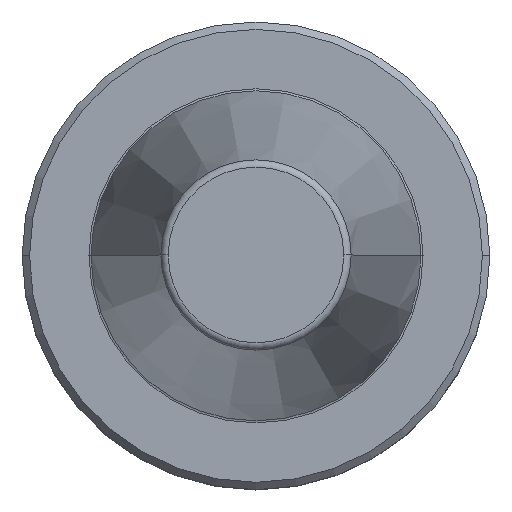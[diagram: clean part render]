
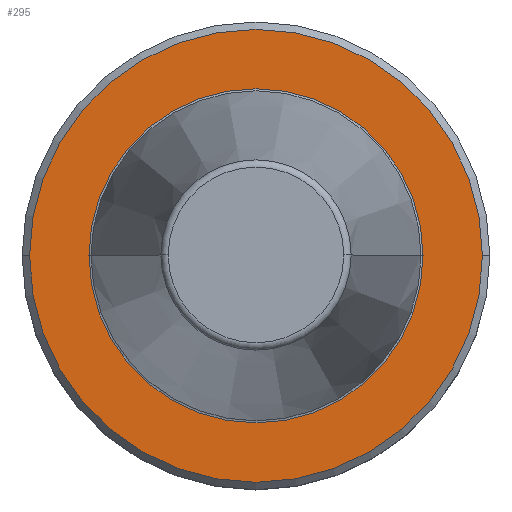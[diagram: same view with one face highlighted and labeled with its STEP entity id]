
A CAD part, top view. The second image highlights one B-rep face of the part: STEP entity #295.
In plain terms, the highlighted planar face has unit normal (0, 0, 1).
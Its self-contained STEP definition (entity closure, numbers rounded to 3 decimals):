
#3 = CARTESIAN_POINT ( 'NONE',  ( 0., 0., -67.4 ) ) ;
#46 = CARTESIAN_POINT ( 'NONE',  ( -22.5, 0., -67.4 ) ) ;
#70 = EDGE_CURVE ( 'NONE', #308, #687, #914, .T. ) ;
#102 = DIRECTION ( 'NONE',  ( 0., 0., 1. ) ) ;
#151 = CIRCLE ( 'NONE', #566, 22.5 ) ;
#157 = CARTESIAN_POINT ( 'NONE',  ( 30.5, 0., -67.4 ) ) ;
#228 = CIRCLE ( 'NONE', #710, 30.5 ) ;
#259 = EDGE_CURVE ( 'NONE', #624, #344, #630, .T. ) ;
#270 = EDGE_CURVE ( 'NONE', #687, #308, #151, .T. ) ;
#271 = PLANE ( 'NONE',  #321 ) ;
#295 = ADVANCED_FACE ( 'NONE', ( #941, #343 ), #271, .F. ) ;
#308 = VERTEX_POINT ( 'NONE', #631 ) ;
#314 = CARTESIAN_POINT ( 'NONE',  ( 0., 0., -67.4 ) ) ;
#321 = AXIS2_PLACEMENT_3D ( 'NONE', #748, #882, #1025 ) ;
#343 = FACE_OUTER_BOUND ( 'NONE', #770, .T. ) ;
#344 = VERTEX_POINT ( 'NONE', #157 ) ;
#356 = CARTESIAN_POINT ( 'NONE',  ( 0., 0., -67.4 ) ) ;
#358 = CARTESIAN_POINT ( 'NONE',  ( -30.5, 0., -67.4 ) ) ;
#383 = ORIENTED_EDGE ( 'NONE', *, *, #735, .T. ) ;
#384 = ORIENTED_EDGE ( 'NONE', *, *, #259, .T. ) ;
#418 = AXIS2_PLACEMENT_3D ( 'NONE', #314, #102, #920 ) ;
#474 = DIRECTION ( 'NONE',  ( 1., 0., 0. ) ) ;
#566 = AXIS2_PLACEMENT_3D ( 'NONE', #3, #583, #581 ) ;
#581 = DIRECTION ( 'NONE',  ( 1., 0., 0. ) ) ;
#583 = DIRECTION ( 'NONE',  ( 0., 0., 1. ) ) ;
#624 = VERTEX_POINT ( 'NONE', #358 ) ;
#630 = CIRCLE ( 'NONE', #418, 30.5 ) ;
#631 = CARTESIAN_POINT ( 'NONE',  ( 22.5, 0., -67.4 ) ) ;
#642 = DIRECTION ( 'NONE',  ( 1., 0., 0. ) ) ;
#687 = VERTEX_POINT ( 'NONE', #46 ) ;
#710 = AXIS2_PLACEMENT_3D ( 'NONE', #356, #910, #474 ) ;
#715 = ORIENTED_EDGE ( 'NONE', *, *, #270, .F. ) ;
#735 = EDGE_CURVE ( 'NONE', #344, #624, #228, .T. ) ;
#748 = CARTESIAN_POINT ( 'NONE',  ( 0., 0., -67.4 ) ) ;
#770 = EDGE_LOOP ( 'NONE', ( #384, #383 ) ) ;
#771 = AXIS2_PLACEMENT_3D ( 'NONE', #970, #993, #642 ) ;
#865 = ORIENTED_EDGE ( 'NONE', *, *, #70, .F. ) ;
#882 = DIRECTION ( 'NONE',  ( 0., 0., -1. ) ) ;
#904 = EDGE_LOOP ( 'NONE', ( #865, #715 ) ) ;
#910 = DIRECTION ( 'NONE',  ( 0., 0., 1. ) ) ;
#914 = CIRCLE ( 'NONE', #771, 22.5 ) ;
#920 = DIRECTION ( 'NONE',  ( 1., 0., 0. ) ) ;
#941 = FACE_BOUND ( 'NONE', #904, .T. ) ;
#970 = CARTESIAN_POINT ( 'NONE',  ( 0., 0., -67.4 ) ) ;
#993 = DIRECTION ( 'NONE',  ( 0., 0., 1. ) ) ;
#1025 = DIRECTION ( 'NONE',  ( -1., 0., 0. ) ) ;
